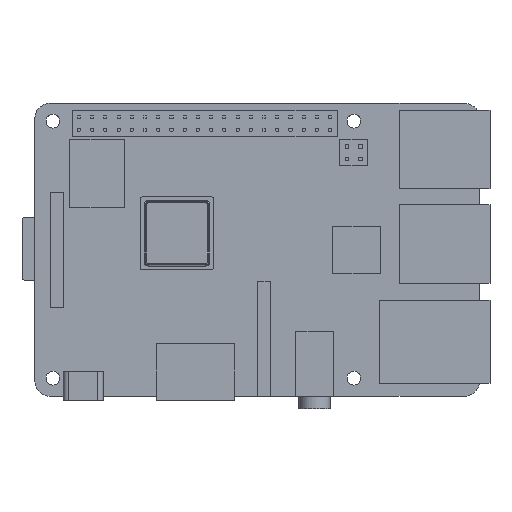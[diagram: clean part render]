
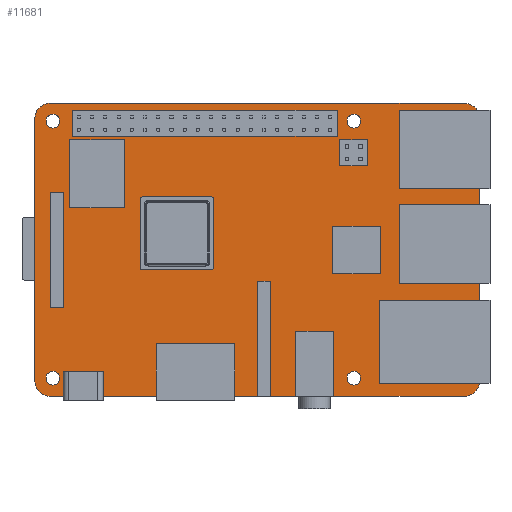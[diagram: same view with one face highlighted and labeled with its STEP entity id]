
A CAD part, top view. The second image highlights one B-rep face of the part: STEP entity #11681.
In plain terms, the highlighted planar face has unit normal (0, 0, 1).
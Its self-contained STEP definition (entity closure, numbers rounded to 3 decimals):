
#270=FACE_BOUND('',#1660,.T.);
#271=FACE_BOUND('',#1661,.T.);
#272=FACE_BOUND('',#1662,.T.);
#273=FACE_BOUND('',#1663,.T.);
#301=PLANE('',#12633);
#960=FACE_OUTER_BOUND('',#1659,.T.);
#1659=EDGE_LOOP('',(#8373,#8374,#8375,#8376,#8377,#8378,#8379,#8380));
#1660=EDGE_LOOP('',(#8381));
#1661=EDGE_LOOP('',(#8382));
#1662=EDGE_LOOP('',(#8383));
#1663=EDGE_LOOP('',(#8384));
#2379=LINE('',#16639,#3937);
#2383=LINE('',#16651,#3941);
#2387=LINE('',#16663,#3945);
#2391=LINE('',#16675,#3949);
#3937=VECTOR('',#13454,10.);
#3941=VECTOR('',#13466,10.);
#3945=VECTOR('',#13478,10.);
#3949=VECTOR('',#13490,10.);
#5489=CIRCLE('',#12606,1.3);
#5491=CIRCLE('',#12609,1.3);
#5493=CIRCLE('',#12612,1.3);
#5495=CIRCLE('',#12615,1.3);
#5498=CIRCLE('',#12620,3.);
#5500=CIRCLE('',#12624,3.);
#5502=CIRCLE('',#12628,3.);
#5504=CIRCLE('',#12632,3.);
#5575=VERTEX_POINT('',#16609);
#5577=VERTEX_POINT('',#16615);
#5579=VERTEX_POINT('',#16621);
#5581=VERTEX_POINT('',#16627);
#5585=VERTEX_POINT('',#16636);
#5586=VERTEX_POINT('',#16638);
#5588=VERTEX_POINT('',#16644);
#5590=VERTEX_POINT('',#16650);
#5592=VERTEX_POINT('',#16656);
#5594=VERTEX_POINT('',#16662);
#5596=VERTEX_POINT('',#16668);
#5598=VERTEX_POINT('',#16674);
#6673=EDGE_CURVE('',#5575,#5575,#5489,.T.);
#6676=EDGE_CURVE('',#5577,#5577,#5491,.T.);
#6679=EDGE_CURVE('',#5579,#5579,#5493,.T.);
#6682=EDGE_CURVE('',#5581,#5581,#5495,.T.);
#6687=EDGE_CURVE('',#5586,#5585,#2379,.T.);
#6690=EDGE_CURVE('',#5588,#5586,#5498,.T.);
#6693=EDGE_CURVE('',#5590,#5588,#2383,.T.);
#6696=EDGE_CURVE('',#5592,#5590,#5500,.T.);
#6699=EDGE_CURVE('',#5594,#5592,#2387,.T.);
#6702=EDGE_CURVE('',#5596,#5594,#5502,.T.);
#6705=EDGE_CURVE('',#5598,#5596,#2391,.T.);
#6708=EDGE_CURVE('',#5585,#5598,#5504,.T.);
#8373=ORIENTED_EDGE('',*,*,#6708,.T.);
#8374=ORIENTED_EDGE('',*,*,#6705,.T.);
#8375=ORIENTED_EDGE('',*,*,#6702,.T.);
#8376=ORIENTED_EDGE('',*,*,#6699,.T.);
#8377=ORIENTED_EDGE('',*,*,#6696,.T.);
#8378=ORIENTED_EDGE('',*,*,#6693,.T.);
#8379=ORIENTED_EDGE('',*,*,#6690,.T.);
#8380=ORIENTED_EDGE('',*,*,#6687,.T.);
#8381=ORIENTED_EDGE('',*,*,#6682,.T.);
#8382=ORIENTED_EDGE('',*,*,#6679,.T.);
#8383=ORIENTED_EDGE('',*,*,#6676,.T.);
#8384=ORIENTED_EDGE('',*,*,#6673,.T.);
#11681=ADVANCED_FACE('',(#960,#270,#271,#272,#273),#301,.T.);
#12606=AXIS2_PLACEMENT_3D('',#16610,#13424,#13425);
#12609=AXIS2_PLACEMENT_3D('',#16616,#13431,#13432);
#12612=AXIS2_PLACEMENT_3D('',#16622,#13438,#13439);
#12615=AXIS2_PLACEMENT_3D('',#16628,#13445,#13446);
#12620=AXIS2_PLACEMENT_3D('',#16645,#13460,#13461);
#12624=AXIS2_PLACEMENT_3D('',#16657,#13472,#13473);
#12628=AXIS2_PLACEMENT_3D('',#16669,#13484,#13485);
#12632=AXIS2_PLACEMENT_3D('',#16679,#13496,#13497);
#12633=AXIS2_PLACEMENT_3D('',#16680,#13498,#13499);
#13424=DIRECTION('center_axis',(0.,0.,-1.));
#13425=DIRECTION('ref_axis',(1.,0.,0.));
#13431=DIRECTION('center_axis',(0.,0.,-1.));
#13432=DIRECTION('ref_axis',(1.,0.,0.));
#13438=DIRECTION('center_axis',(0.,0.,-1.));
#13439=DIRECTION('ref_axis',(1.,0.,0.));
#13445=DIRECTION('center_axis',(0.,0.,-1.));
#13446=DIRECTION('ref_axis',(1.,0.,0.));
#13454=DIRECTION('',(1.,0.,0.));
#13460=DIRECTION('center_axis',(0.,0.,1.));
#13461=DIRECTION('ref_axis',(-1.,0.,0.));
#13466=DIRECTION('',(0.,-1.,0.));
#13472=DIRECTION('center_axis',(0.,0.,1.));
#13473=DIRECTION('ref_axis',(0.,1.,0.));
#13478=DIRECTION('',(-1.,0.,0.));
#13484=DIRECTION('center_axis',(0.,0.,1.));
#13485=DIRECTION('ref_axis',(1.,0.,0.));
#13490=DIRECTION('',(0.,1.,0.));
#13496=DIRECTION('center_axis',(0.,0.,1.));
#13497=DIRECTION('ref_axis',(0.,-1.,0.));
#13498=DIRECTION('center_axis',(0.,0.,1.));
#13499=DIRECTION('ref_axis',(1.,0.,0.));
#16609=CARTESIAN_POINT('',(59.65,3.45,1.4));
#16610=CARTESIAN_POINT('Origin',(60.95,3.45,1.4));
#16615=CARTESIAN_POINT('',(2.15,52.55,1.4));
#16616=CARTESIAN_POINT('Origin',(3.45,52.55,1.4));
#16621=CARTESIAN_POINT('',(2.15,3.45,1.4));
#16622=CARTESIAN_POINT('Origin',(3.45,3.45,1.4));
#16627=CARTESIAN_POINT('',(59.65,52.55,1.4));
#16628=CARTESIAN_POINT('Origin',(60.95,52.55,1.4));
#16636=CARTESIAN_POINT('',(82.,0.,1.4));
#16638=CARTESIAN_POINT('',(3.,0.,1.4));
#16639=CARTESIAN_POINT('',(3.,0.,1.4));
#16644=CARTESIAN_POINT('',(0.,3.,1.4));
#16645=CARTESIAN_POINT('Origin',(3.,3.,1.4));
#16650=CARTESIAN_POINT('',(0.,53.,1.4));
#16651=CARTESIAN_POINT('',(0.,53.,1.4));
#16656=CARTESIAN_POINT('',(3.,56.,1.4));
#16657=CARTESIAN_POINT('Origin',(3.,53.,1.4));
#16662=CARTESIAN_POINT('',(82.,56.,1.4));
#16663=CARTESIAN_POINT('',(82.,56.,1.4));
#16668=CARTESIAN_POINT('',(85.,53.,1.4));
#16669=CARTESIAN_POINT('Origin',(82.,53.,1.4));
#16674=CARTESIAN_POINT('',(85.,3.,1.4));
#16675=CARTESIAN_POINT('',(85.,3.,1.4));
#16679=CARTESIAN_POINT('Origin',(82.,3.,1.4));
#16680=CARTESIAN_POINT('Origin',(42.5,28.,1.4));
